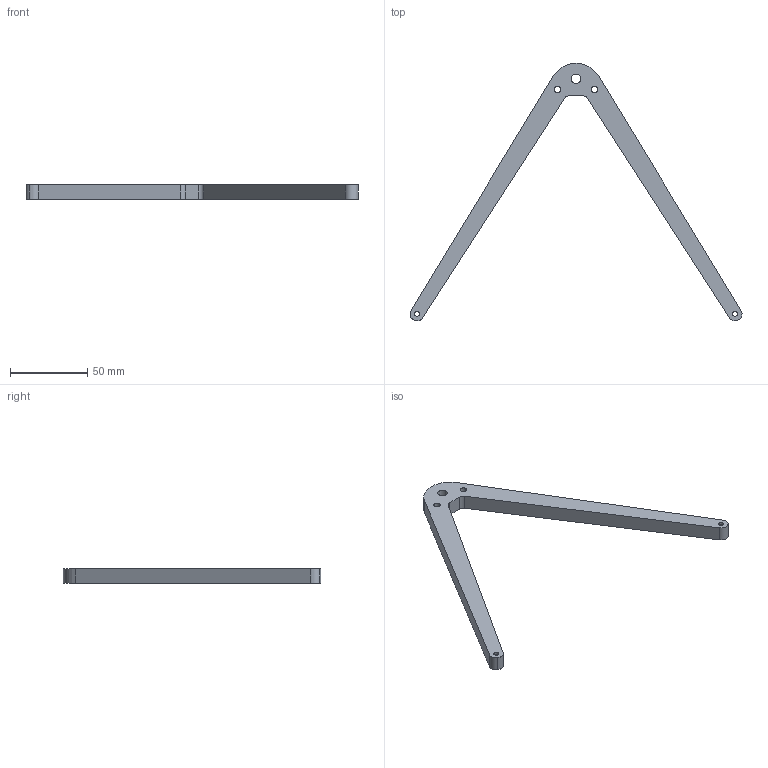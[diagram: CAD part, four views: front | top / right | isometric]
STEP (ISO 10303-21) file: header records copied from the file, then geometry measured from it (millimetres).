
FILE_DESCRIPTION(('HOOPS Exchange Step'),'2;1');
FILE_NAME('temp_export','2024-12-21T17:11:05+08:00',('27699'),('Shapr3D Limited'),'HOOPS Exchange 2024.6','Shapr3D','Authorized');
FILE_SCHEMA( ('AP242_MANAGED_MODEL_BASED_3D_ENGINEERING_MIM_LF {1 0 10303 442 1 1 4 }') );
Length unit declared in the file: millimetre
Products named in the file (1): 热床V形支架
Bounding box: 214.52 x 166.42 x 9.5 mm (x, y, z)
Volume: 41360 mm3; surface area: 16907.7 mm2
Topology: 1 solids, 1 shells, 63 faces, 179 edges, 120 vertices
Faces by surface type: cylinder 34, plane 21, bspline 8
Full cylindrical faces by diameter (mm): 3.2 x2, 6.1 x1
Entity records: 2487 total; most frequent: CARTESIAN_POINT 768, ORIENTED_EDGE 358, DIRECTION 351, EDGE_CURVE 179, AXIS2_PLACEMENT_3D 131, VERTEX_POINT 120, VECTOR 89, LINE 89
